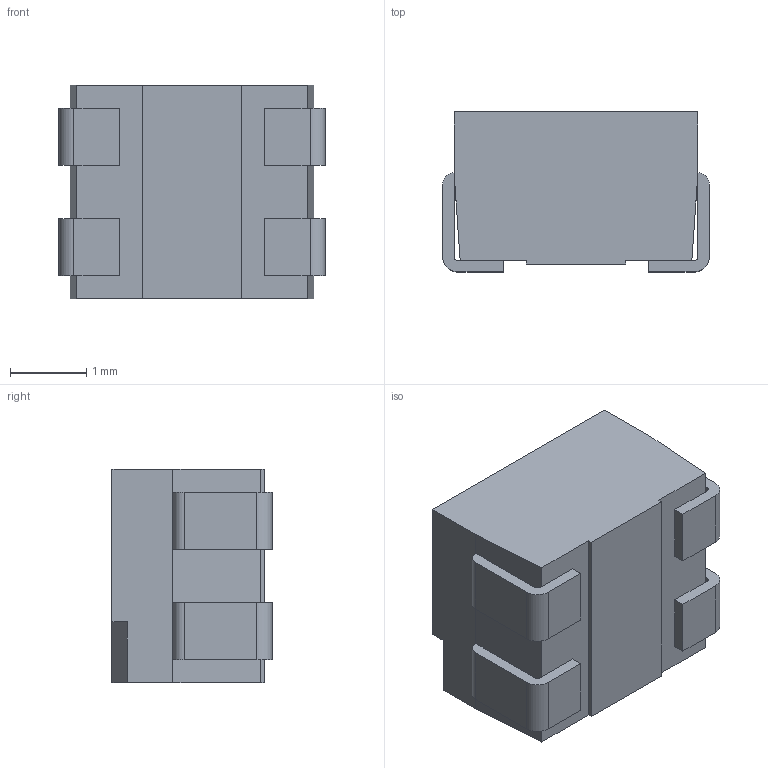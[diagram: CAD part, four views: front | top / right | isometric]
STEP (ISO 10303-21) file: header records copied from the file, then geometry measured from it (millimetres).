
FILE_DESCRIPTION (( 'STEP AP214' ), '1' );
FILE_NAME ('KAA-3528RGBS-11.STEP', '2023-05-15T09:10:25', ( '' ), ( '' ), 'SwSTEP 2.0', 'SolidWorks 2021', '' );
FILE_SCHEMA (( 'AUTOMOTIVE_DESIGN' ));
Length unit declared in the file: millimetre
Products named in the file (1): KAA-3528RGBS-11
Bounding box: 3.5 x 2.1 x 2.8 mm (x, y, z)
Volume: 18.2 mm3; surface area: 72 mm2
Topology: 6 solids, 6 shells, 69 faces, 168 edges, 112 vertices
Faces by surface type: plane 53, cylinder 16
Entity records: 2093 total; most frequent: CARTESIAN_POINT 350, DIRECTION 340, ORIENTED_EDGE 336, EDGE_CURVE 168, LINE 136, VECTOR 136, VERTEX_POINT 112, AXIS2_PLACEMENT_3D 102
